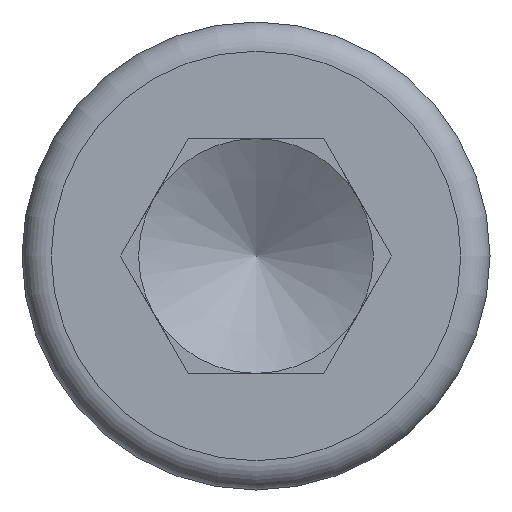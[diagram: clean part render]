
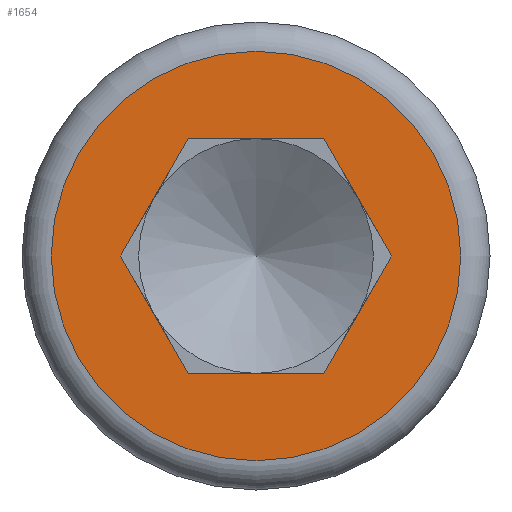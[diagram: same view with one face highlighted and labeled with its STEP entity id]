
A CAD part, left-side view. The second image highlights one B-rep face of the part: STEP entity #1654.
In plain terms, the highlighted planar face has unit normal (-1, 0, 0).
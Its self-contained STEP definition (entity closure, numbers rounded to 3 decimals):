
#14 = CARTESIAN_POINT ( 'NONE',  ( 0., -4.633, 0. ) ) ;
#53 = EDGE_CURVE ( 'NONE', #336, #1770, #1553, .T. ) ;
#153 = LINE ( 'NONE', #14, #478 ) ;
#160 = CARTESIAN_POINT ( 'NONE',  ( 0., 0., 7. ) ) ;
#200 = LINE ( 'NONE', #335, #896 ) ;
#210 = LINE ( 'NONE', #670, #317 ) ;
#234 = CARTESIAN_POINT ( 'NONE',  ( 0., -2.317, -4.013 ) ) ;
#237 = LINE ( 'NONE', #814, #1040 ) ;
#240 = LINE ( 'NONE', #1562, #1769 ) ;
#275 = DIRECTION ( 'NONE',  ( 0., 0., 1. ) ) ;
#317 = VECTOR ( 'NONE', #1708, 1000. ) ;
#335 = CARTESIAN_POINT ( 'NONE',  ( 0., 4.633, 0. ) ) ;
#336 = VERTEX_POINT ( 'NONE', #1377 ) ;
#345 = CIRCLE ( 'NONE', #1614, 7. ) ;
#378 = DIRECTION ( 'NONE',  ( 0., -0.5, 0.866 ) ) ;
#443 = VERTEX_POINT ( 'NONE', #1011 ) ;
#478 = VECTOR ( 'NONE', #1485, 1000. ) ;
#577 = ORIENTED_EDGE ( 'NONE', *, *, #633, .T. ) ;
#586 = ORIENTED_EDGE ( 'NONE', *, *, #1168, .F. ) ;
#605 = CARTESIAN_POINT ( 'NONE',  ( 0., 2.317, 4.012 ) ) ;
#633 = EDGE_CURVE ( 'NONE', #845, #443, #237, .T. ) ;
#645 = CARTESIAN_POINT ( 'NONE',  ( 0., 2.317, -4.013 ) ) ;
#670 = CARTESIAN_POINT ( 'NONE',  ( 0., -2.317, 4.013 ) ) ;
#720 = DIRECTION ( 'NONE',  ( -1., 0., 0. ) ) ;
#754 = CARTESIAN_POINT ( 'NONE',  ( 0., -2.317, 4.013 ) ) ;
#774 = ORIENTED_EDGE ( 'NONE', *, *, #1880, .T. ) ;
#797 = DIRECTION ( 'NONE',  ( 0., -0.5, -0.866 ) ) ;
#814 = CARTESIAN_POINT ( 'NONE',  ( 0., -2.317, 4.013 ) ) ;
#845 = VERTEX_POINT ( 'NONE', #754 ) ;
#888 = ORIENTED_EDGE ( 'NONE', *, *, #1010, .F. ) ;
#896 = VECTOR ( 'NONE', #1213, 1000. ) ;
#945 = EDGE_CURVE ( 'NONE', #443, #1190, #153, .T. ) ;
#952 = ORIENTED_EDGE ( 'NONE', *, *, #53, .T. ) ;
#980 = PLANE ( 'NONE',  #1107 ) ;
#989 = VECTOR ( 'NONE', #378, 1000. ) ;
#1008 = DIRECTION ( 'NONE',  ( -1., 0., 0. ) ) ;
#1010 = EDGE_CURVE ( 'NONE', #336, #1034, #200, .T. ) ;
#1011 = CARTESIAN_POINT ( 'NONE',  ( 0., -4.633, 0. ) ) ;
#1034 = VERTEX_POINT ( 'NONE', #645 ) ;
#1040 = VECTOR ( 'NONE', #797, 1000. ) ;
#1099 = ORIENTED_EDGE ( 'NONE', *, *, #945, .T. ) ;
#1107 = AXIS2_PLACEMENT_3D ( 'NONE', #1727, #720, #1311 ) ;
#1164 = FACE_BOUND ( 'NONE', #1230, .T. ) ;
#1168 = EDGE_CURVE ( 'NONE', #1034, #1190, #240, .T. ) ;
#1190 = VERTEX_POINT ( 'NONE', #234 ) ;
#1213 = DIRECTION ( 'NONE',  ( 0., -0.5, -0.866 ) ) ;
#1230 = EDGE_LOOP ( 'NONE', ( #952, #1630, #577, #1099, #586, #888 ) ) ;
#1238 = CARTESIAN_POINT ( 'NONE',  ( 0., 4.633, 0. ) ) ;
#1311 = DIRECTION ( 'NONE',  ( 0., 0., 1. ) ) ;
#1324 = EDGE_LOOP ( 'NONE', ( #774 ) ) ;
#1377 = CARTESIAN_POINT ( 'NONE',  ( 0., 4.633, 0. ) ) ;
#1402 = DIRECTION ( 'NONE',  ( 0., -1., 0. ) ) ;
#1410 = EDGE_CURVE ( 'NONE', #845, #1770, #210, .T. ) ;
#1485 = DIRECTION ( 'NONE',  ( 0., 0.5, -0.866 ) ) ;
#1553 = LINE ( 'NONE', #1238, #989 ) ;
#1562 = CARTESIAN_POINT ( 'NONE',  ( 0., 2.317, -4.013 ) ) ;
#1605 = CARTESIAN_POINT ( 'NONE',  ( 0., 0., 0. ) ) ;
#1614 = AXIS2_PLACEMENT_3D ( 'NONE', #1605, #1008, #275 ) ;
#1627 = VERTEX_POINT ( 'NONE', #160 ) ;
#1630 = ORIENTED_EDGE ( 'NONE', *, *, #1410, .F. ) ;
#1654 = ADVANCED_FACE ( 'NONE', ( #1164, #1754 ), #980, .T. ) ;
#1708 = DIRECTION ( 'NONE',  ( 0., 1., 0. ) ) ;
#1727 = CARTESIAN_POINT ( 'NONE',  ( 0., 0., 0. ) ) ;
#1754 = FACE_OUTER_BOUND ( 'NONE', #1324, .T. ) ;
#1769 = VECTOR ( 'NONE', #1402, 1000. ) ;
#1770 = VERTEX_POINT ( 'NONE', #605 ) ;
#1880 = EDGE_CURVE ( 'NONE', #1627, #1627, #345, .T. ) ;
